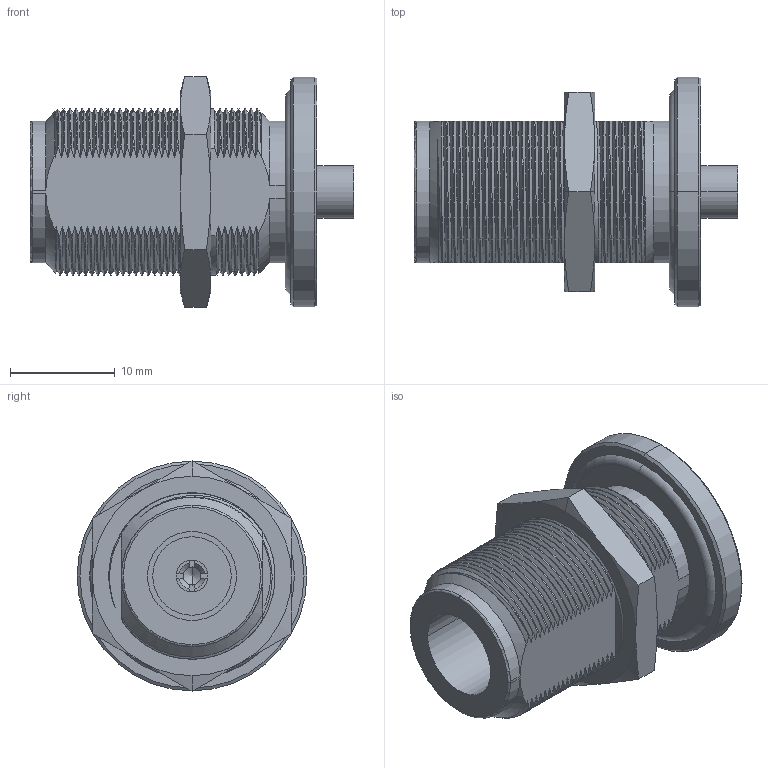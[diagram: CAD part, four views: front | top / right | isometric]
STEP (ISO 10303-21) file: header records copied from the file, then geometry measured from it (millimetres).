
FILE_DESCRIPTION((''),'2;1');
FILE_NAME('PRT0001','2021-08-12T',('1111'),(''),'PRO/ENGINEER BY PARAMETRIC TECHNOLOGY CORPORATION, 2012090','PRO/ENGINEER BY PARAMETRIC TECHNOLOGY CORPORATION, 2012090','');
FILE_SCHEMA(('CONFIG_CONTROL_DESIGN'));
Products named in the file (1): PRT0001
Bounding box: 30.9 x 21.94 x 22 mm (x, y, z)
Volume: 5073.3 mm3; surface area: 3432.3 mm2
Topology: 1 solids, 1 shells, 256 faces, 723 edges, 475 vertices
Faces by surface type: bspline 123, cylinder 72, plane 38, cone 19, torus 4
Entity records: 37923 total; most frequent: CARTESIAN_POINT 32451, ORIENTED_EDGE 1442, EDGE_CURVE 721, DIRECTION 619, VERTEX_POINT 475, B_SPLINE_CURVE_WITH_KNOTS 446, EDGE_LOOP 264, FACE_OUTER_BOUND 256
